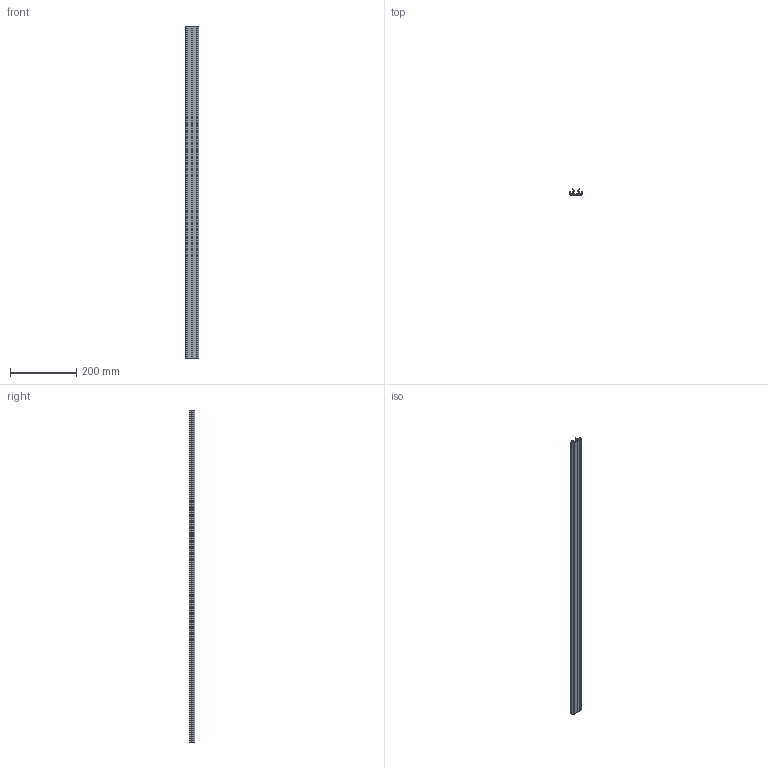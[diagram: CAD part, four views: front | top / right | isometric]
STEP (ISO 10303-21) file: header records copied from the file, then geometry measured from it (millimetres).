
FILE_DESCRIPTION(/* description */ (''),/* implementation_level */ '2;1');
FILE_NAME(/* name */ '10166_KriTec_Kabelkanal_Traeger-_Deckelprofil_40.stp',/* time_stamp */ '2015-07-10T11:00:36+02:00',/* author */ ('kostic'),/* organization */ (''),/* preprocessor_version */ 'ST-DEVELOPER v15.2',/* originating_system */ 'Autodesk Inventor 2014',/* authorisation */ '');
FILE_SCHEMA (('CONFIG_CONTROL_DESIGN'));
Length unit declared in the file: millimetre
Products named in the file (1): 10166_KriTec_Kabelkanal_Traeger-_Deckelprofil_40
Bounding box: 40 x 16.5 x 1000 mm (x, y, z)
Volume: 171890.2 mm3; surface area: 189648.6 mm2
Topology: 1 solids, 1 shells, 85 faces, 249 edges, 166 vertices
Faces by surface type: plane 45, cylinder 40
Entity records: 2867 total; most frequent: DIRECTION 501, CARTESIAN_POINT 501, ORIENTED_EDGE 498, EDGE_CURVE 249, LINE 169, VECTOR 169, VERTEX_POINT 166, AXIS2_PLACEMENT_3D 166
